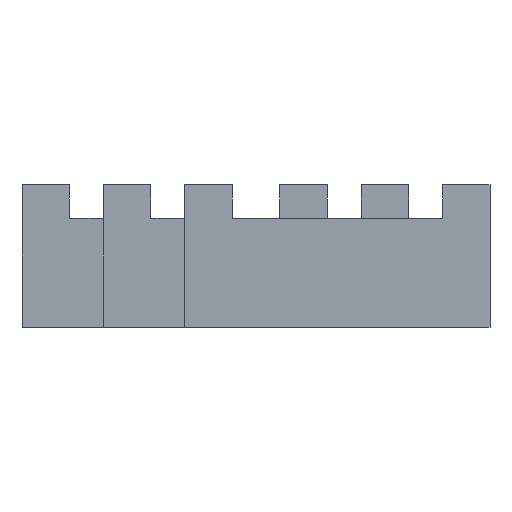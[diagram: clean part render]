
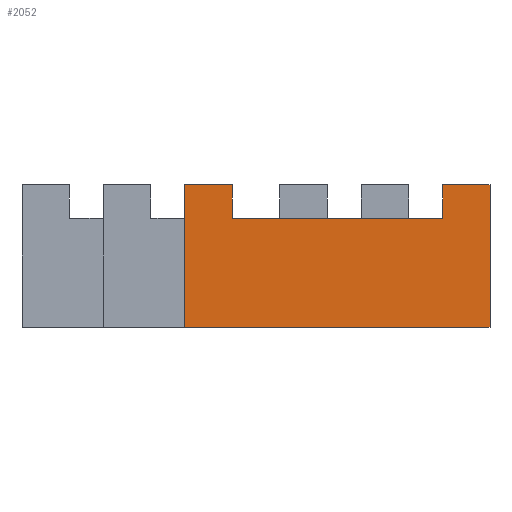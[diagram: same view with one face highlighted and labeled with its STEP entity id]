
A CAD part, front view. The second image highlights one B-rep face of the part: STEP entity #2052.
In plain terms, the highlighted planar face has unit normal (0, -1, 0).
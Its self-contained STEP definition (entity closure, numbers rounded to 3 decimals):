
#228=CARTESIAN_POINT('',(977.5,-145.,595.0));
#229=VERTEX_POINT('',#228);
#236=CARTESIAN_POINT('',(977.5,-145.,297.5));
#237=VERTEX_POINT('',#236);
#238=CARTESIAN_POINT('',(977.5,-145.,595.0));
#239=DIRECTION('',(0.0,0.0,-1.0));
#240=VECTOR('',#239,297.5);
#241=LINE('',#238,#240);
#242=EDGE_CURVE('',#229,#237,#241,.T.);
#304=CARTESIAN_POINT('',(878.5,-145.,525.0));
#305=VERTEX_POINT('',#304);
#306=CARTESIAN_POINT('',(878.5,-145.,595.0));
#307=VERTEX_POINT('',#306);
#308=CARTESIAN_POINT('',(878.5,-145.,525.0));
#309=DIRECTION('',(0.0,0.0,1.0));
#310=VECTOR('',#309,70.0);
#311=LINE('',#308,#310);
#312=EDGE_CURVE('',#305,#307,#311,.T.);
#336=CARTESIAN_POINT('',(878.5,-145.,595.0));
#337=DIRECTION('',(1.0,0.0,0.0));
#338=VECTOR('',#337,99.0);
#339=LINE('',#336,#338);
#340=EDGE_CURVE('',#307,#229,#339,.T.);
#1319=CARTESIAN_POINT('',(340.0,-145.0,595.0));
#1320=VERTEX_POINT('',#1319);
#1321=CARTESIAN_POINT('',(439.,-145.0,595.0));
#1322=VERTEX_POINT('',#1321);
#1323=CARTESIAN_POINT('',(340.0,-145.0,595.0));
#1324=DIRECTION('',(1.0,0.0,0.0));
#1325=VECTOR('',#1324,99.);
#1326=LINE('',#1323,#1325);
#1327=EDGE_CURVE('',#1320,#1322,#1326,.T.);
#1564=CARTESIAN_POINT('',(439.,-145.0,525.0));
#1565=VERTEX_POINT('',#1564);
#1566=CARTESIAN_POINT('',(439.,-145.0,595.0));
#1567=DIRECTION('',(0.0,0.0,-1.0));
#1568=VECTOR('',#1567,70.0);
#1569=LINE('',#1566,#1568);
#1570=EDGE_CURVE('',#1322,#1565,#1569,.T.);
#1614=CARTESIAN_POINT('',(878.5,-145.0,525.0));
#1615=DIRECTION('',(-1.0,0.0,0.0));
#1616=VECTOR('',#1615,439.5);
#1617=LINE('',#1614,#1616);
#1618=EDGE_CURVE('',#305,#1565,#1617,.T.);
#2025=CARTESIAN_POINT('',(440.0,-145.0,297.5));
#2026=DIRECTION('',(0.0,-1.0,0.0));
#2027=DIRECTION('',(0.0,0.0,-1.0));
#2028=AXIS2_PLACEMENT_3D('',#2025,#2026,#2027);
#2029=PLANE('',#2028);
#2030=ORIENTED_EDGE('',*,*,#1618,.T.);
#2031=ORIENTED_EDGE('',*,*,#1570,.F.);
#2032=ORIENTED_EDGE('',*,*,#1327,.F.);
#2033=CARTESIAN_POINT('',(340.0,-145.0,297.5));
#2034=VERTEX_POINT('',#2033);
#2035=CARTESIAN_POINT('',(340.0,-145.0,297.5));
#2036=DIRECTION('',(0.0,0.0,1.0));
#2037=VECTOR('',#2036,297.5);
#2038=LINE('',#2035,#2037);
#2039=EDGE_CURVE('',#2034,#1320,#2038,.T.);
#2040=ORIENTED_EDGE('',*,*,#2039,.F.);
#2041=CARTESIAN_POINT('',(977.5,-145.0,297.5));
#2042=DIRECTION('',(-1.0,0.0,0.0));
#2043=VECTOR('',#2042,637.5);
#2044=LINE('',#2041,#2043);
#2045=EDGE_CURVE('',#237,#2034,#2044,.T.);
#2046=ORIENTED_EDGE('',*,*,#2045,.F.);
#2047=ORIENTED_EDGE('',*,*,#242,.F.);
#2048=ORIENTED_EDGE('',*,*,#340,.F.);
#2049=ORIENTED_EDGE('',*,*,#312,.F.);
#2050=EDGE_LOOP('',(#2030,#2031,#2032,#2040,#2046,#2047,#2048,#2049));
#2051=FACE_OUTER_BOUND('',#2050,.T.);
#2052=ADVANCED_FACE('',(#2051),#2029,.T.);
